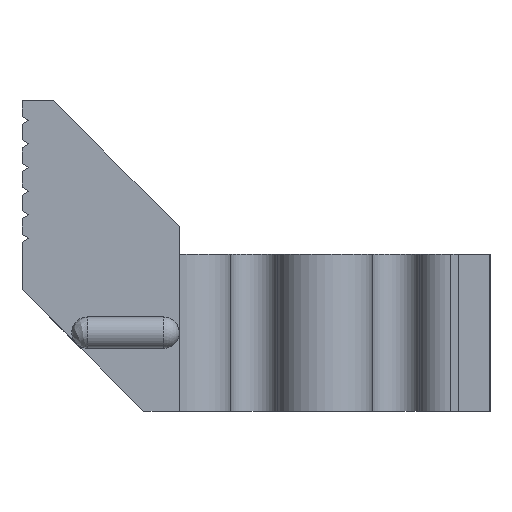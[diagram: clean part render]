
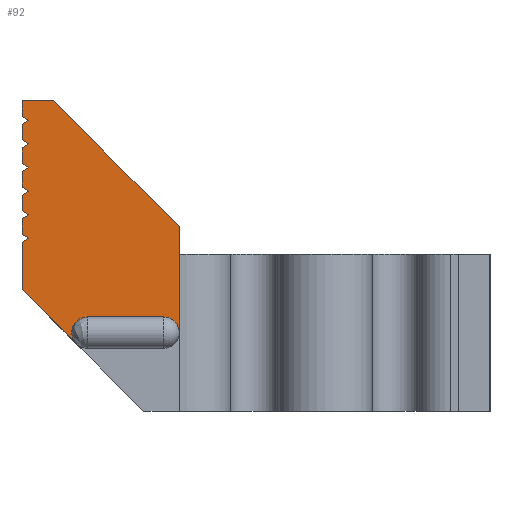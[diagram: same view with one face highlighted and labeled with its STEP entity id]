
A CAD part, left-side view. The second image highlights one B-rep face of the part: STEP entity #92.
In plain terms, the highlighted planar face has unit normal (-1, 0, 0).
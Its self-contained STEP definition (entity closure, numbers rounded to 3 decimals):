
#92=ADVANCED_FACE('',(#395),#397,.T.);
#395=FACE_BOUND('',#396,.T.);
#396=EDGE_LOOP('',(#1419,#1420,#1421,#1422,#1423,#1424,#1425,#1426,#1427,#1428,#1429,
#1430,#1431,#1432,#1433,#1434,#1435,#1436,#1437,#1438,#1439,#1440,#1441,#1442,#1443,
#1444));
#397=PLANE('',#398);
#398=AXIS2_PLACEMENT_3D('',#399,#400,#401);
#399=CARTESIAN_POINT('',(-29.75,-10.,-10.));
#400=DIRECTION('',(-1.,0.,0.));
#401=DIRECTION('',(0.,-1.,0.));
#1419=ORIENTED_EDGE('',*,*,#2092,.F.);
#1420=ORIENTED_EDGE('',*,*,#2039,.T.);
#1421=ORIENTED_EDGE('',*,*,#2093,.F.);
#1422=ORIENTED_EDGE('',*,*,#2094,.F.);
#1423=ORIENTED_EDGE('',*,*,#2095,.F.);
#1424=ORIENTED_EDGE('',*,*,#2096,.T.);
#1425=ORIENTED_EDGE('',*,*,#2097,.T.);
#1426=ORIENTED_EDGE('',*,*,#2098,.F.);
#1427=ORIENTED_EDGE('',*,*,#2099,.T.);
#1428=ORIENTED_EDGE('',*,*,#2100,.T.);
#1429=ORIENTED_EDGE('',*,*,#2101,.F.);
#1430=ORIENTED_EDGE('',*,*,#2102,.T.);
#1431=ORIENTED_EDGE('',*,*,#2103,.T.);
#1432=ORIENTED_EDGE('',*,*,#2104,.F.);
#1433=ORIENTED_EDGE('',*,*,#2105,.T.);
#1434=ORIENTED_EDGE('',*,*,#2106,.T.);
#1435=ORIENTED_EDGE('',*,*,#2107,.F.);
#1436=ORIENTED_EDGE('',*,*,#2108,.T.);
#1437=ORIENTED_EDGE('',*,*,#2109,.T.);
#1438=ORIENTED_EDGE('',*,*,#2110,.F.);
#1439=ORIENTED_EDGE('',*,*,#2111,.T.);
#1440=ORIENTED_EDGE('',*,*,#2112,.T.);
#1441=ORIENTED_EDGE('',*,*,#2113,.F.);
#1442=ORIENTED_EDGE('',*,*,#2023,.F.);
#1443=ORIENTED_EDGE('',*,*,#2114,.F.);
#1444=ORIENTED_EDGE('',*,*,#2089,.F.);
#2023=EDGE_CURVE('',#2415,#2417,#2418,.F.);
#2039=EDGE_CURVE('',#2430,#2443,#2445,.T.);
#2089=EDGE_CURVE('',#2519,#2522,#2523,.T.);
#2092=EDGE_CURVE('',#2430,#2519,#2527,.F.);
#2093=EDGE_CURVE('',#2528,#2443,#2529,.F.);
#2094=EDGE_CURVE('',#2530,#2528,#2531,.T.);
#2095=EDGE_CURVE('',#2532,#2530,#2533,.T.);
#2096=EDGE_CURVE('',#2532,#2534,#2535,.F.);
#2097=EDGE_CURVE('',#2534,#2536,#2537,.F.);
#2098=EDGE_CURVE('',#2538,#2536,#2539,.T.);
#2099=EDGE_CURVE('',#2538,#2540,#2541,.F.);
#2100=EDGE_CURVE('',#2540,#2542,#2543,.F.);
#2101=EDGE_CURVE('',#2544,#2542,#2545,.T.);
#2102=EDGE_CURVE('',#2544,#2546,#2547,.F.);
#2103=EDGE_CURVE('',#2546,#2548,#2549,.F.);
#2104=EDGE_CURVE('',#2550,#2548,#2551,.T.);
#2105=EDGE_CURVE('',#2550,#2552,#2553,.F.);
#2106=EDGE_CURVE('',#2552,#2554,#2555,.F.);
#2107=EDGE_CURVE('',#2556,#2554,#2557,.T.);
#2108=EDGE_CURVE('',#2556,#2558,#2559,.F.);
#2109=EDGE_CURVE('',#2558,#2560,#2561,.F.);
#2110=EDGE_CURVE('',#2562,#2560,#2563,.T.);
#2111=EDGE_CURVE('',#2562,#2564,#2565,.F.);
#2112=EDGE_CURVE('',#2564,#2566,#2567,.F.);
#2113=EDGE_CURVE('',#2417,#2566,#2568,.T.);
#2114=EDGE_CURVE('',#2522,#2415,#2569,.F.);
#2415=VERTEX_POINT('',#3086);
#2417=VERTEX_POINT('',#3090);
#2418=LINE('',#3091,#3092);
#2430=VERTEX_POINT('',#3119);
#2443=VERTEX_POINT('',#3150);
#2445=LINE('',#3154,#3155);
#2519=VERTEX_POINT('',#3334);
#2522=VERTEX_POINT('',#3339);
#2523=LINE('',#3340,#3341);
#2527=CIRCLE('',#3350,1.);
#2528=VERTEX_POINT('',#3354);
#2529=LINE('',#3355,#3356);
#2530=VERTEX_POINT('',#3358);
#2531=LINE('',#3359,#3360);
#2532=VERTEX_POINT('',#3362);
#2533=LINE('',#3363,#3364);
#2534=VERTEX_POINT('',#3366);
#2535=LINE('',#3367,#3368);
#2536=VERTEX_POINT('',#3370);
#2537=LINE('',#3371,#3372);
#2538=VERTEX_POINT('',#3374);
#2539=LINE('',#3375,#3376);
#2540=VERTEX_POINT('',#3378);
#2541=LINE('',#3379,#3380);
#2542=VERTEX_POINT('',#3382);
#2543=LINE('',#3383,#3384);
#2544=VERTEX_POINT('',#3386);
#2545=LINE('',#3387,#3388);
#2546=VERTEX_POINT('',#3390);
#2547=LINE('',#3391,#3392);
#2548=VERTEX_POINT('',#3394);
#2549=LINE('',#3395,#3396);
#2550=VERTEX_POINT('',#3398);
#2551=LINE('',#3399,#3400);
#2552=VERTEX_POINT('',#3402);
#2553=LINE('',#3403,#3404);
#2554=VERTEX_POINT('',#3406);
#2555=LINE('',#3407,#3408);
#2556=VERTEX_POINT('',#3410);
#2557=LINE('',#3411,#3412);
#2558=VERTEX_POINT('',#3414);
#2559=LINE('',#3415,#3416);
#2560=VERTEX_POINT('',#3418);
#2561=LINE('',#3419,#3420);
#2562=VERTEX_POINT('',#3422);
#2563=LINE('',#3423,#3424);
#2564=VERTEX_POINT('',#3426);
#2565=LINE('',#3427,#3428);
#2566=VERTEX_POINT('',#3430);
#2567=LINE('',#3431,#3432);
#2568=LINE('',#3434,#3435);
#2569=CIRCLE('',#3437,1.);
#3086=CARTESIAN_POINT('',(-29.75,-13.457,-5.457));
#3090=CARTESIAN_POINT('',(-29.75,-10.,-2.));
#3091=CARTESIAN_POINT('',(-29.75,-10.,-2.));
#3092=VECTOR('',#3093,1.);
#3093=DIRECTION('',(0.,-0.707,-0.707));
#3119=CARTESIAN_POINT('',(-29.75,-20.,-4.75));
#3150=CARTESIAN_POINT('',(-29.75,-20.,2.));
#3154=CARTESIAN_POINT('',(-29.75,-20.,-4.75));
#3155=VECTOR('',#3156,1.);
#3156=DIRECTION('',(0.,0.,1.));
#3334=CARTESIAN_POINT('',(-29.75,-19.,-3.75));
#3339=CARTESIAN_POINT('',(-29.75,-14.164,-3.75));
#3340=CARTESIAN_POINT('',(-29.75,-19.,-3.75));
#3341=VECTOR('',#3342,1.);
#3342=DIRECTION('',(0.,1.,0.));
#3350=AXIS2_PLACEMENT_3D('',#3351,#3352,#3353);
#3351=CARTESIAN_POINT('',(-29.75,-19.,-4.75));
#3352=DIRECTION('',(1.,0.,0.));
#3353=DIRECTION('',(0.,0.,1.));
#3354=CARTESIAN_POINT('',(-29.75,-12.,10.));
#3355=CARTESIAN_POINT('',(-29.75,-20.,2.));
#3356=VECTOR('',#3357,1.);
#3357=DIRECTION('',(0.,0.707,0.707));
#3358=CARTESIAN_POINT('',(-29.75,-10.,10.));
#3359=CARTESIAN_POINT('',(-29.75,-10.,10.));
#3360=VECTOR('',#3361,1.);
#3361=DIRECTION('',(0.,-1.,0.));
#3362=CARTESIAN_POINT('',(-29.75,-10.,9.));
#3363=CARTESIAN_POINT('',(-29.75,-10.,9.));
#3364=VECTOR('',#3365,1.);
#3365=DIRECTION('',(0.,0.,1.));
#3366=CARTESIAN_POINT('',(-29.75,-10.433,8.75));
#3367=CARTESIAN_POINT('',(-29.75,-10.433,8.75));
#3368=VECTOR('',#3369,1.);
#3369=DIRECTION('',(0.,0.866,0.5));
#3370=CARTESIAN_POINT('',(-29.75,-10.,8.5));
#3371=CARTESIAN_POINT('',(-29.75,-10.,8.5));
#3372=VECTOR('',#3373,1.);
#3373=DIRECTION('',(0.,-0.866,0.5));
#3374=CARTESIAN_POINT('',(-29.75,-10.,7.5));
#3375=CARTESIAN_POINT('',(-29.75,-10.,7.5));
#3376=VECTOR('',#3377,1.);
#3377=DIRECTION('',(0.,0.,1.));
#3378=CARTESIAN_POINT('',(-29.75,-10.433,7.25));
#3379=CARTESIAN_POINT('',(-29.75,-10.433,7.25));
#3380=VECTOR('',#3381,1.);
#3381=DIRECTION('',(0.,0.866,0.5));
#3382=CARTESIAN_POINT('',(-29.75,-10.,7.));
#3383=CARTESIAN_POINT('',(-29.75,-10.,7.));
#3384=VECTOR('',#3385,1.);
#3385=DIRECTION('',(0.,-0.866,0.5));
#3386=CARTESIAN_POINT('',(-29.75,-10.,6.));
#3387=CARTESIAN_POINT('',(-29.75,-10.,6.));
#3388=VECTOR('',#3389,1.);
#3389=DIRECTION('',(0.,0.,1.));
#3390=CARTESIAN_POINT('',(-29.75,-10.433,5.75));
#3391=CARTESIAN_POINT('',(-29.75,-10.433,5.75));
#3392=VECTOR('',#3393,1.);
#3393=DIRECTION('',(0.,0.866,0.5));
#3394=CARTESIAN_POINT('',(-29.75,-10.,5.5));
#3395=CARTESIAN_POINT('',(-29.75,-10.,5.5));
#3396=VECTOR('',#3397,1.);
#3397=DIRECTION('',(0.,-0.866,0.5));
#3398=CARTESIAN_POINT('',(-29.75,-10.,4.5));
#3399=CARTESIAN_POINT('',(-29.75,-10.,4.5));
#3400=VECTOR('',#3401,1.);
#3401=DIRECTION('',(0.,0.,1.));
#3402=CARTESIAN_POINT('',(-29.75,-10.433,4.25));
#3403=CARTESIAN_POINT('',(-29.75,-10.433,4.25));
#3404=VECTOR('',#3405,1.);
#3405=DIRECTION('',(0.,0.866,0.5));
#3406=CARTESIAN_POINT('',(-29.75,-10.,4.));
#3407=CARTESIAN_POINT('',(-29.75,-10.,4.));
#3408=VECTOR('',#3409,1.);
#3409=DIRECTION('',(0.,-0.866,0.5));
#3410=CARTESIAN_POINT('',(-29.75,-10.,3.));
#3411=CARTESIAN_POINT('',(-29.75,-10.,3.));
#3412=VECTOR('',#3413,1.);
#3413=DIRECTION('',(0.,0.,1.));
#3414=CARTESIAN_POINT('',(-29.75,-10.433,2.75));
#3415=CARTESIAN_POINT('',(-29.75,-10.433,2.75));
#3416=VECTOR('',#3417,1.);
#3417=DIRECTION('',(0.,0.866,0.5));
#3418=CARTESIAN_POINT('',(-29.75,-10.,2.5));
#3419=CARTESIAN_POINT('',(-29.75,-10.,2.5));
#3420=VECTOR('',#3421,1.);
#3421=DIRECTION('',(0.,-0.866,0.5));
#3422=CARTESIAN_POINT('',(-29.75,-10.,1.5));
#3423=CARTESIAN_POINT('',(-29.75,-10.,1.5));
#3424=VECTOR('',#3425,1.);
#3425=DIRECTION('',(0.,0.,1.));
#3426=CARTESIAN_POINT('',(-29.75,-10.433,1.25));
#3427=CARTESIAN_POINT('',(-29.75,-10.433,1.25));
#3428=VECTOR('',#3429,1.);
#3429=DIRECTION('',(0.,0.866,0.5));
#3430=CARTESIAN_POINT('',(-29.75,-10.,1.));
#3431=CARTESIAN_POINT('',(-29.75,-10.,1.));
#3432=VECTOR('',#3433,1.);
#3433=DIRECTION('',(0.,-0.866,0.5));
#3434=CARTESIAN_POINT('',(-29.75,-10.,-2.));
#3435=VECTOR('',#3436,1.);
#3436=DIRECTION('',(0.,0.,1.));
#3437=AXIS2_PLACEMENT_3D('',#3438,#3439,#3440);
#3438=CARTESIAN_POINT('',(-29.75,-14.164,-4.75));
#3439=DIRECTION('',(1.,0.,0.));
#3440=DIRECTION('',(0.,0.707,-0.707));
